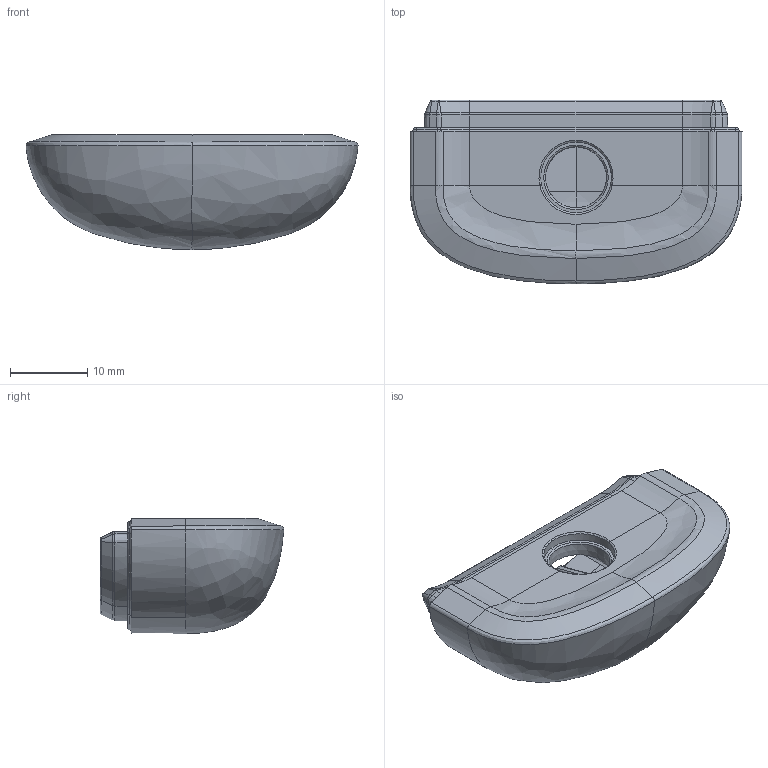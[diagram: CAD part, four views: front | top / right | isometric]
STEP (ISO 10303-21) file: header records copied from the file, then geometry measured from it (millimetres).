
FILE_DESCRIPTION (( 'STEP AP203' ), '1' );
FILE_NAME ('251001_AKVO_WAP_BottomCap_PART_00.STEP', '2016-01-08T14:36:30', ( '' ), ( '' ), 'SwSTEP 2.0', 'SolidWorks 2015', '' );
FILE_SCHEMA (( 'CONFIG_CONTROL_DESIGN' ));
Length unit declared in the file: millimetre
Products named in the file (1): 251001_AKVO_WAP_BottomCap_PART_00
Bounding box: 42.96 x 23.77 x 14.92 mm (x, y, z)
Volume: 5950.2 mm3; surface area: 4697.3 mm2
Topology: 1 solids, 1 shells, 312 faces, 701 edges, 388 vertices
Faces by surface type: bspline 136, cylinder 76, plane 37, torus 31, sphere 20, cone 12
Entity records: 16608 total; most frequent: CARTESIAN_POINT 10826, ORIENTED_EDGE 1366, DIRECTION 937, EDGE_CURVE 683, AXIS2_PLACEMENT_3D 389, VERTEX_POINT 381, EDGE_LOOP 322, FACE_OUTER_BOUND 313
